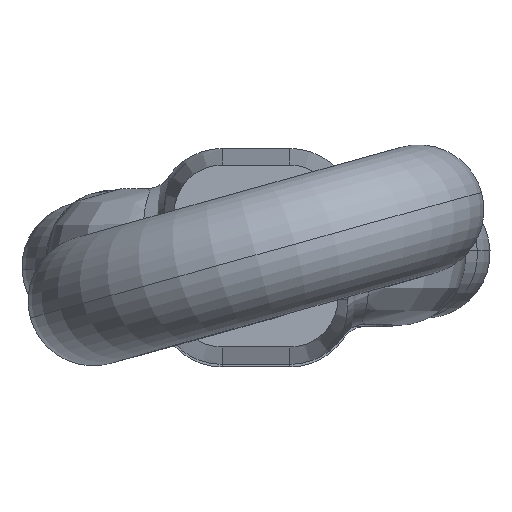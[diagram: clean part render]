
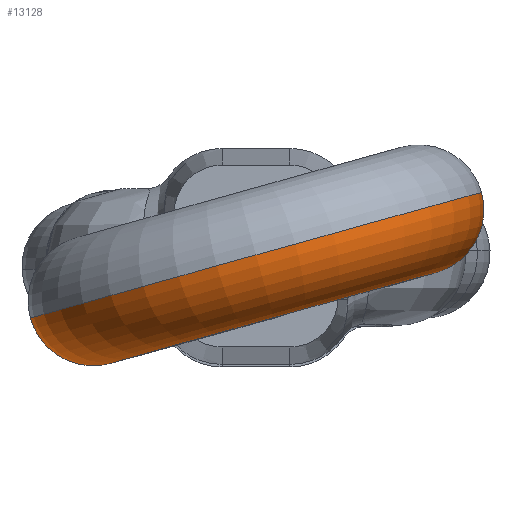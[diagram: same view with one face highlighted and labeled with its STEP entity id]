
A CAD part, top view. The second image highlights one B-rep face of the part: STEP entity #13128.
In plain terms, the highlighted toroidal (fillet/blend) face has major radius 6.5 mm and minor radius 2.5 mm.
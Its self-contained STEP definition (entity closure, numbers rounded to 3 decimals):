
#883 = AXIS2_PLACEMENT_3D ( 'NONE', #12169, #14895, #3480 ) ;
#1538 = AXIS2_PLACEMENT_3D ( 'NONE', #24989, #27697, #6082 ) ;
#1671 = VERTEX_POINT ( 'NONE', #26204 ) ;
#3480 = DIRECTION ( 'NONE',  ( 1., 0., 0. ) ) ;
#5149 = ORIENTED_EDGE ( 'NONE', *, *, #29043, .F. ) ;
#6082 = DIRECTION ( 'NONE',  ( 1., 0., 0. ) ) ;
#6222 = DIRECTION ( 'NONE',  ( 0., 0., -1. ) ) ;
#8474 = CARTESIAN_POINT ( 'NONE',  ( 6.5, 49., 0. ) ) ;
#11029 = CARTESIAN_POINT ( 'NONE',  ( 9., 49., 0. ) ) ;
#11512 = EDGE_CURVE ( 'NONE', #13445, #1671, #16134, .T. ) ;
#12169 = CARTESIAN_POINT ( 'NONE',  ( 0., 49., 0. ) ) ;
#13128 = ADVANCED_FACE ( 'NONE', ( #27186 ), #19135, .T. ) ;
#13445 = VERTEX_POINT ( 'NONE', #25543 ) ;
#14681 = CIRCLE ( 'NONE', #20992, 2.5 ) ;
#14895 = DIRECTION ( 'NONE',  ( 0., 0., 1. ) ) ;
#16134 = CIRCLE ( 'NONE', #883, 4. ) ;
#16919 = DIRECTION ( 'NONE',  ( 1., 0., 0. ) ) ;
#17608 = ORIENTED_EDGE ( 'NONE', *, *, #22901, .T. ) ;
#18214 = CARTESIAN_POINT ( 'NONE',  ( -9., 49., 0. ) ) ;
#18773 = VERTEX_POINT ( 'NONE', #11029 ) ;
#19135 = TOROIDAL_SURFACE ( 'NONE', #1538, 6.5, 2.5 ) ;
#20728 = AXIS2_PLACEMENT_3D ( 'NONE', #30154, #22113, #24608 ) ;
#20992 = AXIS2_PLACEMENT_3D ( 'NONE', #8474, #30337, #6222 ) ;
#21780 = ORIENTED_EDGE ( 'NONE', *, *, #25915, .F. ) ;
#22113 = DIRECTION ( 'NONE',  ( 0., 1., 0. ) ) ;
#22774 = VERTEX_POINT ( 'NONE', #18214 ) ;
#22901 = EDGE_CURVE ( 'NONE', #1671, #22774, #24477, .T. ) ;
#24477 = CIRCLE ( 'NONE', #20728, 2.5 ) ;
#24608 = DIRECTION ( 'NONE',  ( -1., 0., 0. ) ) ;
#24989 = CARTESIAN_POINT ( 'NONE',  ( 0., 49., 0. ) ) ;
#25120 = DIRECTION ( 'NONE',  ( 0., 0., 1. ) ) ;
#25354 = CARTESIAN_POINT ( 'NONE',  ( 0., 49., 0. ) ) ;
#25543 = CARTESIAN_POINT ( 'NONE',  ( 4., 49., 0. ) ) ;
#25915 = EDGE_CURVE ( 'NONE', #13445, #18773, #14681, .T. ) ;
#26204 = CARTESIAN_POINT ( 'NONE',  ( -4., 49., 0. ) ) ;
#26280 = EDGE_LOOP ( 'NONE', ( #5149, #21780, #30587, #17608 ) ) ;
#27186 = FACE_OUTER_BOUND ( 'NONE', #26280, .T. ) ;
#27697 = DIRECTION ( 'NONE',  ( 0., 0., 1. ) ) ;
#29028 = AXIS2_PLACEMENT_3D ( 'NONE', #25354, #25120, #16919 ) ;
#29043 = EDGE_CURVE ( 'NONE', #18773, #22774, #31185, .T. ) ;
#30154 = CARTESIAN_POINT ( 'NONE',  ( -6.5, 49., 0. ) ) ;
#30337 = DIRECTION ( 'NONE',  ( 0., -1., 0. ) ) ;
#30587 = ORIENTED_EDGE ( 'NONE', *, *, #11512, .T. ) ;
#31185 = CIRCLE ( 'NONE', #29028, 9. ) ;
